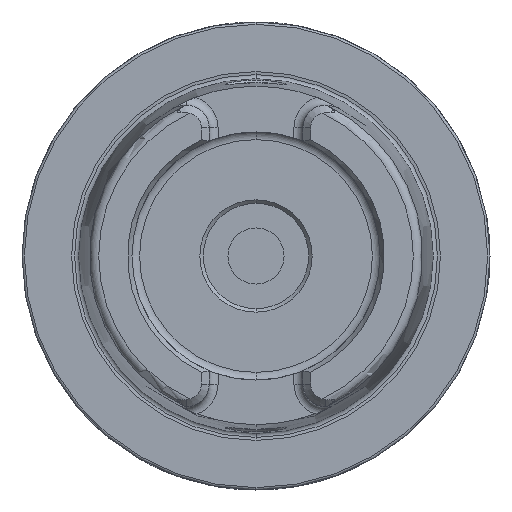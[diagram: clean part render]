
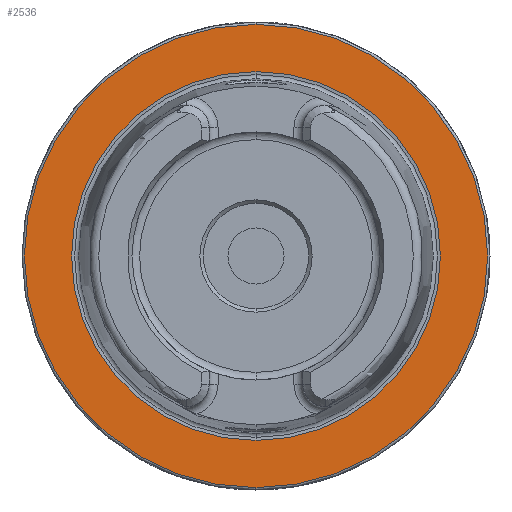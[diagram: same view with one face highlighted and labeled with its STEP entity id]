
A CAD part, left-side view. The second image highlights one B-rep face of the part: STEP entity #2536.
In plain terms, the highlighted planar face has unit normal (-1, 0, 0).
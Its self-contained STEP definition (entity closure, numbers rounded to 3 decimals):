
#394 = EDGE_CURVE ( 'NONE', #12409, #12411, #8167, .T. ) ;
#398 = EDGE_CURVE ( 'NONE', #12421, #12425, #8173, .T. ) ;
#1078 = EDGE_CURVE ( 'NONE', #12425, #12421, #5926, .T. ) ;
#1079 = EDGE_CURVE ( 'NONE', #12411, #12409, #5928, .T. ) ;
#1827 = ORIENTED_EDGE ( 'NONE', *, *, #1078, .F. ) ;
#1828 = ORIENTED_EDGE ( 'NONE', *, *, #398, .F. ) ;
#1829 = ORIENTED_EDGE ( 'NONE', *, *, #394, .T. ) ;
#1830 = ORIENTED_EDGE ( 'NONE', *, *, #1079, .T. ) ;
#2536 = ADVANCED_FACE ( 'NONE', ( #9246, #9248 ), #9249, .F. ) ;
#2788 = EDGE_LOOP ( 'NONE', ( #1829, #1830 ) ) ;
#2803 = EDGE_LOOP ( 'NONE', ( #1827, #1828 ) ) ;
#3566 = CARTESIAN_POINT ( 'NONE',  ( 0., 0., 0. ) ) ;
#3567 = DIRECTION ( 'NONE',  ( -1., 0., 0. ) ) ;
#3569 = DIRECTION ( 'NONE',  ( 0., 0., 1. ) ) ;
#3580 = CARTESIAN_POINT ( 'NONE',  ( 0., 0., 0. ) ) ;
#3581 = DIRECTION ( 'NONE',  ( -1., 0., 0. ) ) ;
#3582 = DIRECTION ( 'NONE',  ( 0., 0., 1. ) ) ;
#5926 = CIRCLE ( 'NONE', #5929, 39.405 ) ;
#5928 = CIRCLE ( 'NONE', #5931, 49.5 ) ;
#5929 = AXIS2_PLACEMENT_3D ( 'NONE', #7450, #7451, #7452 ) ;
#5931 = AXIS2_PLACEMENT_3D ( 'NONE', #7453, #7454, #7455 ) ;
#7450 = CARTESIAN_POINT ( 'NONE',  ( 0., 0., 0. ) ) ;
#7451 = DIRECTION ( 'NONE',  ( -1., 0., 0. ) ) ;
#7452 = DIRECTION ( 'NONE',  ( 0., 0., 1. ) ) ;
#7453 = CARTESIAN_POINT ( 'NONE',  ( 0., 0., 0. ) ) ;
#7454 = DIRECTION ( 'NONE',  ( -1., 0., 0. ) ) ;
#7455 = DIRECTION ( 'NONE',  ( 0., 0., 1. ) ) ;
#8167 = CIRCLE ( 'NONE', #8326, 49.5 ) ;
#8173 = CIRCLE ( 'NONE', #8209, 39.405 ) ;
#8209 = AXIS2_PLACEMENT_3D ( 'NONE', #3580, #3581, #3582 ) ;
#8326 = AXIS2_PLACEMENT_3D ( 'NONE', #3566, #3567, #3569 ) ;
#9235 = DIRECTION ( 'NONE',  ( 1., 0., 0. ) ) ;
#9245 = CARTESIAN_POINT ( 'NONE',  ( 0., 49.5, 0. ) ) ;
#9246 = FACE_BOUND ( 'NONE', #2803, .T. ) ;
#9248 = FACE_OUTER_BOUND ( 'NONE', #2788, .T. ) ;
#9249 = PLANE ( 'NONE',  #9484 ) ;
#9251 = DIRECTION ( 'NONE',  ( 0., 0., -1. ) ) ;
#9484 = AXIS2_PLACEMENT_3D ( 'NONE', #9245, #9235, #9251 ) ;
#12063 = CARTESIAN_POINT ( 'NONE',  ( 0., 0., 49.5 ) ) ;
#12065 = CARTESIAN_POINT ( 'NONE',  ( 0., 0., -49.5 ) ) ;
#12075 = CARTESIAN_POINT ( 'NONE',  ( 0., 0., -39.405 ) ) ;
#12079 = CARTESIAN_POINT ( 'NONE',  ( 0., 0., 39.405 ) ) ;
#12409 = VERTEX_POINT ( 'NONE', #12063 ) ;
#12411 = VERTEX_POINT ( 'NONE', #12065 ) ;
#12421 = VERTEX_POINT ( 'NONE', #12075 ) ;
#12425 = VERTEX_POINT ( 'NONE', #12079 ) ;
